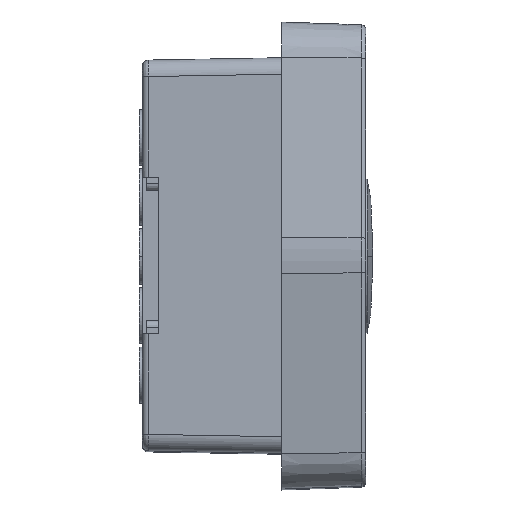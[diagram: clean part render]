
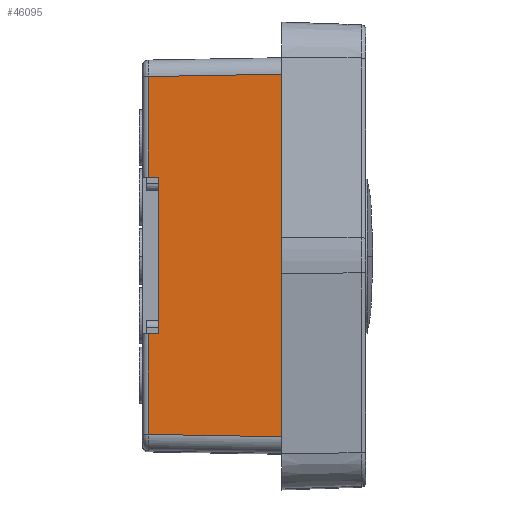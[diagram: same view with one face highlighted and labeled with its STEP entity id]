
A CAD part, top view. The second image highlights one B-rep face of the part: STEP entity #46095.
In plain terms, the highlighted planar face has unit normal (-0.018, 0, 1).
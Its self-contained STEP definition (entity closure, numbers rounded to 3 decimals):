
#34975=DIRECTION('',(0.,1.,0.));
#34976=VECTOR('',#34975,34.447);
#34977=CARTESIAN_POINT('',(113.5,76.,187.945));
#34978=LINE('',#34977,#34976);
#35009=DIRECTION('',(1.,0.,0.017));
#35010=VECTOR('',#35009,12.472);
#35011=CARTESIAN_POINT('',(101.03,76.,187.727));
#35012=LINE('',#35011,#35010);
#35029=DIRECTION('',(-1.,0.,-0.017));
#35030=VECTOR('',#35029,12.47);
#35031=CARTESIAN_POINT('',(113.5,-1.,187.945));
#35032=LINE('',#35031,#35030);
#35033=DIRECTION('',(1.,0.,0.017));
#35034=VECTOR('',#35033,12.472);
#35035=CARTESIAN_POINT('',(101.03,-74.,187.727));
#35036=LINE('',#35035,#35034);
#35037=DIRECTION('',(0.,-1.,0.));
#35038=VECTOR('',#35037,61.033);
#35039=CARTESIAN_POINT('',(2.939,-47.484,
186.015));
#35040=LINE('',#35039,#35038);
#35041=DIRECTION('',(0.,1.,0.));
#35042=VECTOR('',#35041,61.033);
#35043=CARTESIAN_POINT('',(2.939,47.484,186.015));
#35044=LINE('',#35043,#35042);
#35045=DIRECTION('',(1.,0.,0.017));
#35046=VECTOR('',#35045,12.472);
#35047=CARTESIAN_POINT('',(101.03,74.,187.727));
#35048=LINE('',#35047,#35046);
#35049=DIRECTION('',(-1.,0.,-0.017));
#35050=VECTOR('',#35049,12.47);
#35051=CARTESIAN_POINT('',(113.5,1.,187.945));
#35052=LINE('',#35051,#35050);
#35057=DIRECTION('',(0.,1.,0.));
#35058=VECTOR('',#35057,2.);
#35059=CARTESIAN_POINT('',(101.032,-1.,187.727));
#35060=LINE('',#35059,#35058);
#35156=DIRECTION('',(1.,0.,0.017));
#35157=VECTOR('',#35156,12.472);
#35158=CARTESIAN_POINT('',(101.03,-76.,187.727));
#35159=LINE('',#35158,#35157);
#35176=DIRECTION('',(0.,1.,0.));
#35177=VECTOR('',#35176,2.);
#35178=CARTESIAN_POINT('',(101.03,-76.,187.727));
#35179=LINE('',#35178,#35177);
#35200=DIRECTION('',(0.,-1.,0.));
#35201=VECTOR('',#35200,73.);
#35202=CARTESIAN_POINT('',(113.5,-1.,187.945));
#35203=LINE('',#35202,#35201);
#36241=DIRECTION('',(0.,-1.,0.));
#36242=VECTOR('',#36241,94.738);
#36243=CARTESIAN_POINT('',(9.5,47.369,186.13));
#36244=LINE('',#36243,#36242);
#36257=DIRECTION('',(1.,0.017,0.017));
#36258=VECTOR('',#36257,6.563);
#36259=CARTESIAN_POINT('',(2.939,-47.484,
186.015));
#36260=LINE('',#36259,#36258);
#36269=CARTESIAN_POINT('',(2.939,-47.484,
186.015));
#36797=DIRECTION('',(0.,-1.,0.));
#36798=VECTOR('',#36797,34.447);
#36799=CARTESIAN_POINT('',(113.5,-76.,187.945));
#36800=LINE('',#36799,#36798);
#36809=CARTESIAN_POINT('',(2.939,-108.517,
186.015));
#36811=DIRECTION('',(-1.,0.017,-0.017));
#36812=VECTOR('',#36811,110.595);
#36813=CARTESIAN_POINT('',(113.5,-110.447,187.945));
#36814=LINE('',#36813,#36812);
#37324=DIRECTION('',(-1.,-0.017,-0.017));
#37325=VECTOR('',#37324,110.595);
#37326=CARTESIAN_POINT('',(113.5,110.447,187.945));
#37327=LINE('',#37326,#37325);
#37336=CARTESIAN_POINT('',(2.939,108.517,186.015));
#37354=CARTESIAN_POINT('',(2.939,47.484,186.015));
#37356=DIRECTION('',(1.,-0.017,0.017));
#37357=VECTOR('',#37356,6.563);
#37358=CARTESIAN_POINT('',(2.939,47.484,186.015));
#37359=LINE('',#37358,#37357);
#39268=DIRECTION('',(0.,1.,0.));
#39269=VECTOR('',#39268,73.);
#39270=CARTESIAN_POINT('',(113.5,1.,187.945));
#39271=LINE('',#39270,#39269);
#39288=DIRECTION('',(0.,-1.,0.));
#39289=VECTOR('',#39288,2.);
#39290=CARTESIAN_POINT('',(101.03,76.,187.727));
#39291=LINE('',#39290,#39289);
#42161=VERTEX_POINT('',#37336);
#42607=VERTEX_POINT('',#37354);
#42608=CARTESIAN_POINT('',(9.5,47.369,186.13));
#42609=VERTEX_POINT('',#42608);
#42630=CARTESIAN_POINT('',(101.03,76.,187.727));
#42631=CARTESIAN_POINT('',(101.03,74.,187.727));
#42632=VERTEX_POINT('',#42630);
#42633=VERTEX_POINT('',#42631);
#42636=CARTESIAN_POINT('',(101.032,1.,187.727));
#42637=VERTEX_POINT('',#42636);
#42642=CARTESIAN_POINT('',(113.5,1.,187.945));
#42643=CARTESIAN_POINT('',(113.5,74.,187.945));
#42644=VERTEX_POINT('',#42642);
#42645=VERTEX_POINT('',#42643);
#42646=CARTESIAN_POINT('',(113.5,76.,187.945));
#42647=CARTESIAN_POINT('',(113.5,110.447,187.945));
#42648=VERTEX_POINT('',#42646);
#42649=VERTEX_POINT('',#42647);
#42995=VERTEX_POINT('',#36809);
#43467=VERTEX_POINT('',#36269);
#43468=CARTESIAN_POINT('',(9.5,-47.369,186.13));
#43469=VERTEX_POINT('',#43468);
#43490=CARTESIAN_POINT('',(101.03,-76.,187.727));
#43491=CARTESIAN_POINT('',(101.03,-74.,187.727));
#43492=VERTEX_POINT('',#43490);
#43493=VERTEX_POINT('',#43491);
#43496=CARTESIAN_POINT('',(101.032,-1.,187.727));
#43497=VERTEX_POINT('',#43496);
#43502=CARTESIAN_POINT('',(113.5,-1.,187.945));
#43503=CARTESIAN_POINT('',(113.5,-74.,187.945));
#43504=VERTEX_POINT('',#43502);
#43505=VERTEX_POINT('',#43503);
#43506=CARTESIAN_POINT('',(113.5,-76.,187.945));
#43507=CARTESIAN_POINT('',(113.5,-110.447,187.945));
#43508=VERTEX_POINT('',#43506);
#43509=VERTEX_POINT('',#43507);
#46050=CARTESIAN_POINT('',(88.,0.,187.5));
#46051=DIRECTION('',(0.017,0.,-1.));
#46052=DIRECTION('',(0.,1.,0.));
#46053=AXIS2_PLACEMENT_3D('',#46050,#46051,#46052);
#46054=PLANE('',#46053);
#46056=ORIENTED_EDGE('',*,*,#46055,.F.);
#46058=ORIENTED_EDGE('',*,*,#46057,.F.);
#46060=ORIENTED_EDGE('',*,*,#46059,.T.);
#46062=ORIENTED_EDGE('',*,*,#46061,.F.);
#46064=ORIENTED_EDGE('',*,*,#46063,.F.);
#46066=ORIENTED_EDGE('',*,*,#46065,.T.);
#46068=ORIENTED_EDGE('',*,*,#46067,.T.);
#46070=ORIENTED_EDGE('',*,*,#46069,.T.);
#46072=ORIENTED_EDGE('',*,*,#46071,.F.);
#46074=ORIENTED_EDGE('',*,*,#46073,.T.);
#46076=ORIENTED_EDGE('',*,*,#46075,.F.);
#46078=ORIENTED_EDGE('',*,*,#46077,.F.);
#46080=ORIENTED_EDGE('',*,*,#46079,.T.);
#46082=ORIENTED_EDGE('',*,*,#46081,.F.);
#46083=ORIENTED_EDGE('',*,*,#46009,.F.);
#46084=ORIENTED_EDGE('',*,*,#46032,.F.);
#46086=ORIENTED_EDGE('',*,*,#46085,.T.);
#46088=ORIENTED_EDGE('',*,*,#46087,.T.);
#46090=ORIENTED_EDGE('',*,*,#46089,.F.);
#46092=ORIENTED_EDGE('',*,*,#46091,.T.);
#46093=EDGE_LOOP('',(#46056,#46058,#46060,#46062,#46064,#46066,#46068,#46070,
#46072,#46074,#46076,#46078,#46080,#46082,#46083,#46084,#46086,#46088,#46090,
#46092));
#46094=FACE_OUTER_BOUND('',#46093,.F.);
#46095=ADVANCED_FACE('',(#46094),#46054,.F.);
#46009=EDGE_CURVE('',#42648,#42649,#34978,.T.);
#46032=EDGE_CURVE('',#42632,#42648,#35012,.T.);
#46055=EDGE_CURVE('',#43497,#42637,#35060,.T.);
#46057=EDGE_CURVE('',#43504,#43497,#35032,.T.);
#46059=EDGE_CURVE('',#43504,#43505,#35203,.T.);
#46061=EDGE_CURVE('',#43493,#43505,#35036,.T.);
#46063=EDGE_CURVE('',#43492,#43493,#35179,.T.);
#46065=EDGE_CURVE('',#43492,#43508,#35159,.T.);
#46067=EDGE_CURVE('',#43508,#43509,#36800,.T.);
#46069=EDGE_CURVE('',#43509,#42995,#36814,.T.);
#46071=EDGE_CURVE('',#43467,#42995,#35040,.T.);
#46073=EDGE_CURVE('',#43467,#43469,#36260,.T.);
#46075=EDGE_CURVE('',#42609,#43469,#36244,.T.);
#46077=EDGE_CURVE('',#42607,#42609,#37359,.T.);
#46079=EDGE_CURVE('',#42607,#42161,#35044,.T.);
#46081=EDGE_CURVE('',#42649,#42161,#37327,.T.);
#46085=EDGE_CURVE('',#42632,#42633,#39291,.T.);
#46087=EDGE_CURVE('',#42633,#42645,#35048,.T.);
#46089=EDGE_CURVE('',#42644,#42645,#39271,.T.);
#46091=EDGE_CURVE('',#42644,#42637,#35052,.T.);
